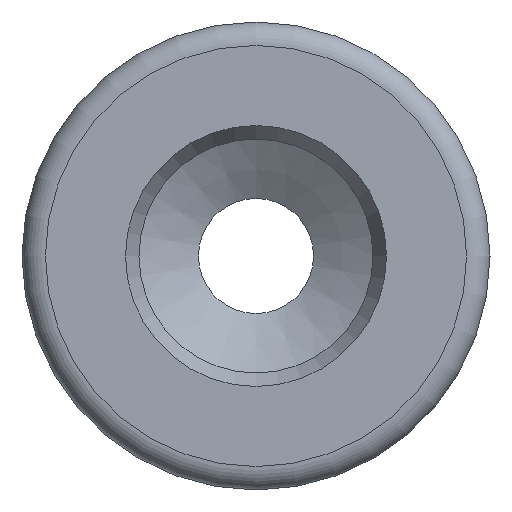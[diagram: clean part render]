
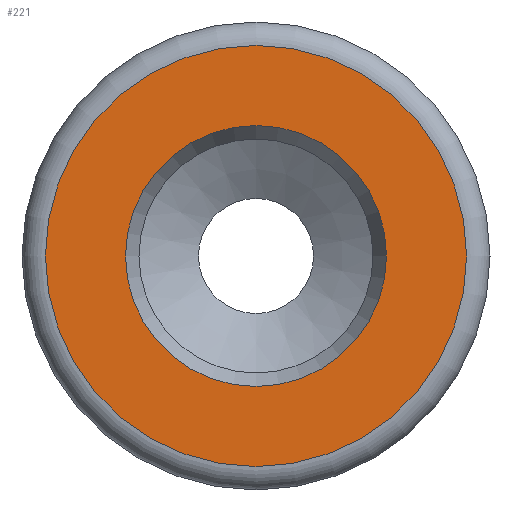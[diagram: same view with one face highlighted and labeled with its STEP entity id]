
A CAD part, left-side view. The second image highlights one B-rep face of the part: STEP entity #221.
In plain terms, the highlighted planar face has unit normal (-1, 0, 0).
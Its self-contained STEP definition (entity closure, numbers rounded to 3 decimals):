
#23=FACE_BOUND('',#48,.T.);
#27=PLANE('',#262);
#32=FACE_OUTER_BOUND('',#47,.T.);
#47=EDGE_LOOP('',(#160));
#48=EDGE_LOOP('',(#161));
#81=CIRCLE('',#259,5.577);
#84=CIRCLE('',#263,9.);
#104=VERTEX_POINT('',#384);
#107=VERTEX_POINT('',#392);
#124=EDGE_CURVE('',#104,#104,#81,.T.);
#128=EDGE_CURVE('',#107,#107,#84,.T.);
#160=ORIENTED_EDGE('',*,*,#128,.F.);
#161=ORIENTED_EDGE('',*,*,#124,.F.);
#221=ADVANCED_FACE('',(#32,#23),#27,.T.);
#259=AXIS2_PLACEMENT_3D('',#385,#300,#301);
#262=AXIS2_PLACEMENT_3D('',#391,#307,#308);
#263=AXIS2_PLACEMENT_3D('',#393,#309,#310);
#300=DIRECTION('center_axis',(-1.,0.,0.));
#301=DIRECTION('ref_axis',(0.,0.,-1.));
#307=DIRECTION('center_axis',(-1.,0.,0.));
#308=DIRECTION('ref_axis',(0.,0.,1.));
#309=DIRECTION('center_axis',(1.,0.,0.));
#310=DIRECTION('ref_axis',(0.,-1.,0.));
#384=CARTESIAN_POINT('',(0.,0.,5.577));
#385=CARTESIAN_POINT('Origin',(0.,0.,0.));
#391=CARTESIAN_POINT('Origin',(0.,10.,0.));
#392=CARTESIAN_POINT('',(0.,0.,9.));
#393=CARTESIAN_POINT('Origin',(0.,0.,0.));
